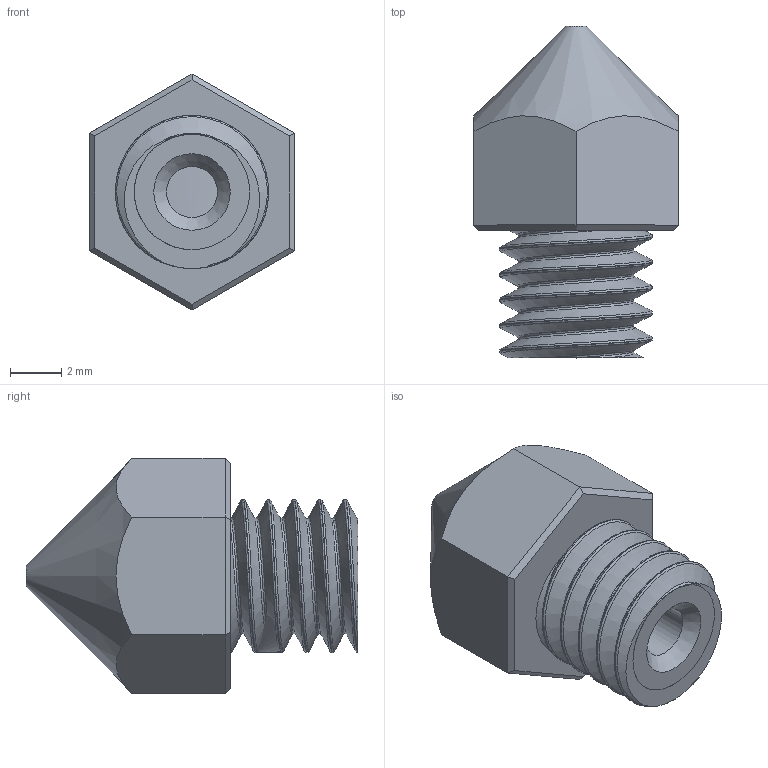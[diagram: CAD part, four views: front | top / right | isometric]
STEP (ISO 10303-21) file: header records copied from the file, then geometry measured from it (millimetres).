
FILE_DESCRIPTION(/* description */ (''),/* implementation_level */ '2;1');
FILE_NAME(/* name */ 'MK8 nozzle 0,4mm.step',/* time_stamp */ '2020-05-09T23:01:18+05:00',/* author */ ('smekh'),/* organization */ (''),/* preprocessor_version */ 'ST-DEVELOPER v18',/* originating_system */ 'Autodesk Inventor 2020',/* authorisation */ '');
FILE_SCHEMA (('AUTOMOTIVE_DESIGN { 1 0 10303 214 3 1 1 }'));
Length unit declared in the file: millimetre
Products named in the file (1): MK8 nozzle 0,4mm
Bounding box: 8 x 13 x 9.24 mm (x, y, z)
Volume: 405.4 mm3; surface area: 640.7 mm2
Topology: 2 solids, 2 shells, 38 faces, 97 edges, 64 vertices
Faces by surface type: plane 17, cylinder 12, bspline 6, cone 3
Full cylindrical faces by diameter (mm): 0.4 x1, 2 x1, 4.517 x2, 6 x6
Entity records: 3579 total; most frequent: CARTESIAN_POINT 2680, ORIENTED_EDGE 194, DIRECTION 150, EDGE_CURVE 97, VERTEX_POINT 64, AXIS2_PLACEMENT_3D 56, EDGE_LOOP 43, FACE_OUTER_BOUND 38
